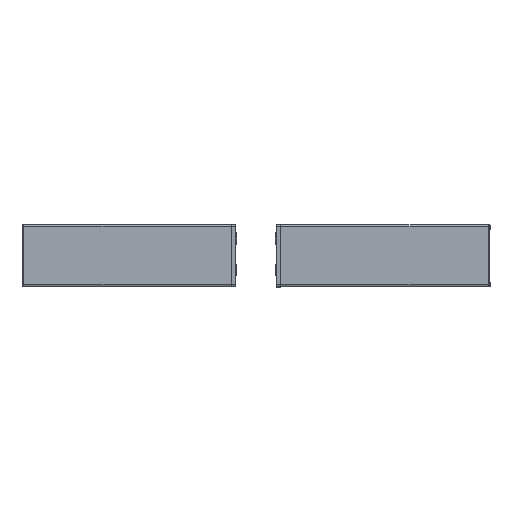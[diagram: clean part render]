
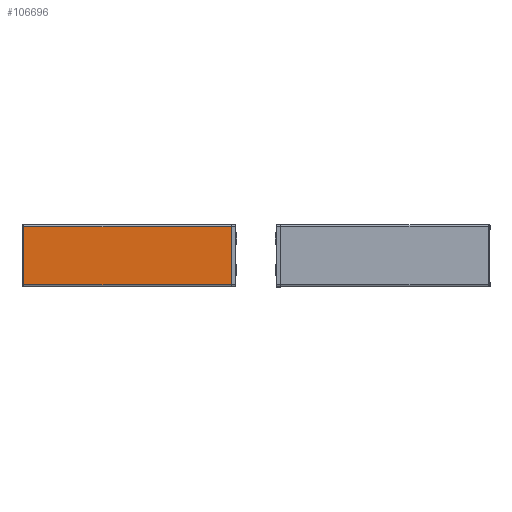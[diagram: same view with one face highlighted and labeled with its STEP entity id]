
A CAD part, left-side view. The second image highlights one B-rep face of the part: STEP entity #106696.
In plain terms, the highlighted planar face has unit normal (-1, 0, 0).
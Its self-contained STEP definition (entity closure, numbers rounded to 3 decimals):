
#2588 = DIRECTION ( 'NONE',  ( 0., 1., 0. ) ) ;
#6836 = DIRECTION ( 'NONE',  ( -1., 0., 0. ) ) ;
#8187 = VECTOR ( 'NONE', #111410, 1000. ) ;
#8535 = CARTESIAN_POINT ( 'NONE',  ( -414.45, 1485.489, -75.634 ) ) ;
#22013 = DIRECTION ( 'NONE',  ( 0., -1., 0. ) ) ;
#25578 = VERTEX_POINT ( 'NONE', #136413 ) ;
#34112 = LINE ( 'NONE', #8535, #140706 ) ;
#36548 = ORIENTED_EDGE ( 'NONE', *, *, #58709, .T. ) ;
#40716 = VECTOR ( 'NONE', #197828, 1000. ) ;
#47047 = CARTESIAN_POINT ( 'NONE',  ( -414.45, 1485.489, -75.634 ) ) ;
#53328 = PLANE ( 'NONE',  #175686 ) ;
#55935 = CARTESIAN_POINT ( 'NONE',  ( -414.45, 1135.489, -173.634 ) ) ;
#58709 = EDGE_CURVE ( 'NONE', #112184, #108720, #88008, .T. ) ;
#88008 = LINE ( 'NONE', #164623, #40716 ) ;
#88112 = EDGE_LOOP ( 'NONE', ( #36548, #112215, #100250, #108646 ) ) ;
#88361 = EDGE_CURVE ( 'NONE', #108720, #106167, #94457, .T. ) ;
#89002 = CARTESIAN_POINT ( 'NONE',  ( -414.45, 1135.489, -75.634 ) ) ;
#94457 = LINE ( 'NONE', #47047, #177618 ) ;
#98274 = LINE ( 'NONE', #173910, #8187 ) ;
#100250 = ORIENTED_EDGE ( 'NONE', *, *, #108117, .T. ) ;
#106167 = VERTEX_POINT ( 'NONE', #124386 ) ;
#106696 = ADVANCED_FACE ( 'NONE', ( #160264 ), #53328, .T. ) ;
#108117 = EDGE_CURVE ( 'NONE', #106167, #25578, #34112, .T. ) ;
#108646 = ORIENTED_EDGE ( 'NONE', *, *, #171414, .T. ) ;
#108720 = VERTEX_POINT ( 'NONE', #89002 ) ;
#111410 = DIRECTION ( 'NONE',  ( 0., -1., 0. ) ) ;
#112184 = VERTEX_POINT ( 'NONE', #55935 ) ;
#112215 = ORIENTED_EDGE ( 'NONE', *, *, #88361, .T. ) ;
#116495 = DIRECTION ( 'NONE',  ( 0., 0., -1. ) ) ;
#124386 = CARTESIAN_POINT ( 'NONE',  ( -414.45, 1485.489, -75.634 ) ) ;
#136413 = CARTESIAN_POINT ( 'NONE',  ( -414.45, 1485.489, -173.634 ) ) ;
#140706 = VECTOR ( 'NONE', #116495, 1000. ) ;
#158269 = CARTESIAN_POINT ( 'NONE',  ( -414.45, 1485.489, -75.634 ) ) ;
#160264 = FACE_OUTER_BOUND ( 'NONE', #88112, .T. ) ;
#164623 = CARTESIAN_POINT ( 'NONE',  ( -414.45, 1135.489, -75.634 ) ) ;
#171414 = EDGE_CURVE ( 'NONE', #25578, #112184, #98274, .T. ) ;
#173910 = CARTESIAN_POINT ( 'NONE',  ( -414.45, 1485.489, -173.634 ) ) ;
#175686 = AXIS2_PLACEMENT_3D ( 'NONE', #158269, #6836, #22013 ) ;
#177618 = VECTOR ( 'NONE', #2588, 1000. ) ;
#197828 = DIRECTION ( 'NONE',  ( 0., 0., 1. ) ) ;
